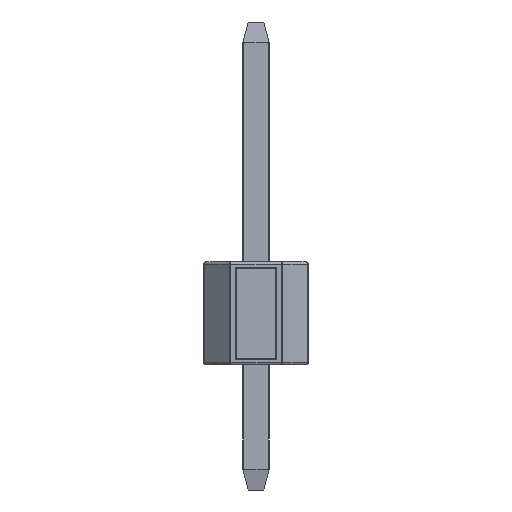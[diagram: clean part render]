
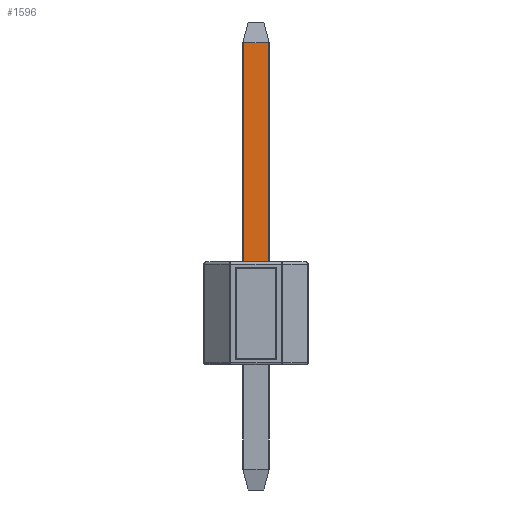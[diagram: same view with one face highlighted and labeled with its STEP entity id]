
A CAD part, left-side view. The second image highlights one B-rep face of the part: STEP entity #1596.
In plain terms, the highlighted planar face has unit normal (-1, 0, 0).
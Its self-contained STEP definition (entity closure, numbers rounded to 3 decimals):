
#247=FACE_OUTER_BOUND('',#341,.T.);
#341=EDGE_LOOP('',(#1286,#1287,#1288,#1289));
#450=LINE('',#2619,#590);
#473=LINE('',#2667,#613);
#474=LINE('',#2669,#614);
#475=LINE('',#2670,#615);
#590=VECTOR('',#2165,10.);
#613=VECTOR('',#2216,10.);
#614=VECTOR('',#2217,10.);
#615=VECTOR('',#2218,10.);
#654=VERTEX_POINT('',#2360);
#657=VERTEX_POINT('',#2367);
#736=VERTEX_POINT('',#2666);
#737=VERTEX_POINT('',#2668);
#906=EDGE_CURVE('',#657,#654,#450,.T.);
#929=EDGE_CURVE('',#736,#654,#473,.T.);
#930=EDGE_CURVE('',#737,#736,#474,.T.);
#931=EDGE_CURVE('',#657,#737,#475,.T.);
#1286=ORIENTED_EDGE('',*,*,#906,.T.);
#1287=ORIENTED_EDGE('',*,*,#929,.F.);
#1288=ORIENTED_EDGE('',*,*,#930,.F.);
#1289=ORIENTED_EDGE('',*,*,#931,.F.);
#1419=PLANE('',#1796);
#1596=ADVANCED_FACE('',(#247),#1419,.T.);
#1796=AXIS2_PLACEMENT_3D('',#2665,#2214,#2215);
#2165=DIRECTION('',(0.,-1.,0.));
#2214=DIRECTION('center_axis',(-1.,0.,0.));
#2215=DIRECTION('ref_axis',(0.,0.,1.));
#2216=DIRECTION('',(0.,0.,-1.));
#2217=DIRECTION('',(0.,-1.,0.));
#2218=DIRECTION('',(0.,0.,1.));
#2360=CARTESIAN_POINT('',(-0.32,-0.297,2.5));
#2367=CARTESIAN_POINT('',(-0.32,0.292,2.5));
#2619=CARTESIAN_POINT('',(-0.32,-0.003,2.5));
#2665=CARTESIAN_POINT('Origin',(-0.32,-0.003,2.645));
#2666=CARTESIAN_POINT('',(-0.32,-0.297,7.832));
#2667=CARTESIAN_POINT('',(-0.32,-0.297,5.493));
#2668=CARTESIAN_POINT('',(-0.32,0.292,7.832));
#2669=CARTESIAN_POINT('',(-0.32,0.158,7.832));
#2670=CARTESIAN_POINT('',(-0.32,0.292,-0.202));
